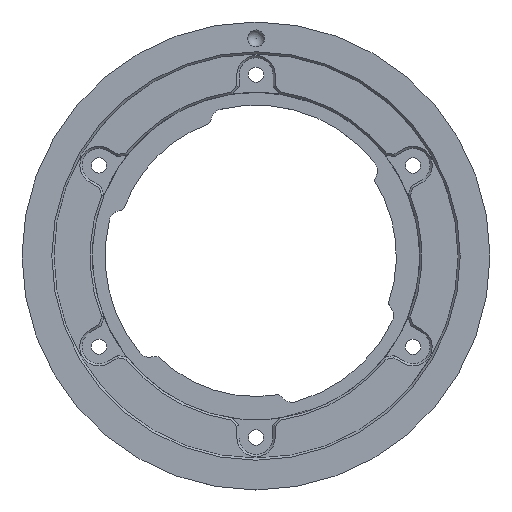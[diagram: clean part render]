
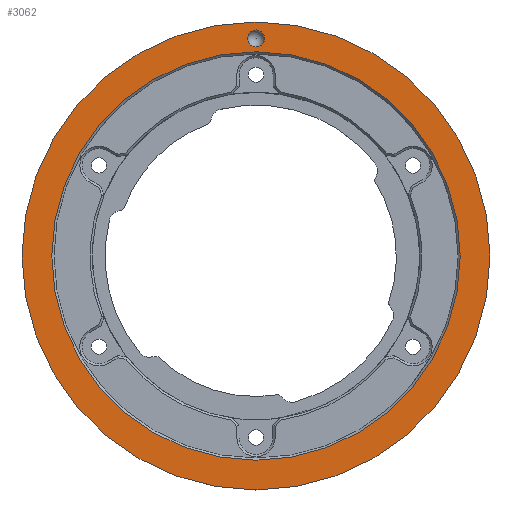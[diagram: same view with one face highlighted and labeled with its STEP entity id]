
A CAD part, top view. The second image highlights one B-rep face of the part: STEP entity #3062.
In plain terms, the highlighted planar face has unit normal (0, 0, 1).
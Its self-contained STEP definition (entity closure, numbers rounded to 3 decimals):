
#776=ORIENTED_EDGE('',*,*,#1255,.T.);
#777=ORIENTED_EDGE('',*,*,#1256,.T.);
#778=ORIENTED_EDGE('',*,*,#1250,.F.);
#1250=EDGE_CURVE('',#1496,#1496,#1624,.T.);
#1255=EDGE_CURVE('',#1501,#1501,#1627,.T.);
#1256=EDGE_CURVE('',#1502,#1502,#1628,.T.);
#1496=VERTEX_POINT('',#4407);
#1501=VERTEX_POINT('',#4427);
#1502=VERTEX_POINT('',#4429);
#1624=CIRCLE('',#3247,27.5);
#1627=CIRCLE('',#3252,1.);
#1628=CIRCLE('',#3253,24.);
#1764=EDGE_LOOP('',(#776));
#1765=EDGE_LOOP('',(#777));
#1766=EDGE_LOOP('',(#778));
#1931=FACE_BOUND('',#1764,.T.);
#1932=FACE_BOUND('',#1765,.T.);
#1933=FACE_BOUND('',#1766,.T.);
#2062=PLANE('',#3251);
#3062=ADVANCED_FACE('',(#1931,#1932,#1933),#2062,.F.);
#3247=AXIS2_PLACEMENT_3D('',#4406,#3720,#3721);
#3251=AXIS2_PLACEMENT_3D('',#4425,#3728,#3729);
#3252=AXIS2_PLACEMENT_3D('',#4426,#3730,#3731);
#3253=AXIS2_PLACEMENT_3D('',#4428,#3732,#3733);
#3720=DIRECTION('',(0.,0.,-1.));
#3721=DIRECTION('',(1.,0.,0.));
#3728=DIRECTION('',(0.,0.,-1.));
#3729=DIRECTION('',(-1.,0.,0.));
#3730=DIRECTION('',(0.,0.,-1.));
#3731=DIRECTION('',(1.,0.,0.));
#3732=DIRECTION('',(0.,0.,-1.));
#3733=DIRECTION('',(-1.,0.,0.));
#4406=CARTESIAN_POINT('',(0.,0.,24.05));
#4407=CARTESIAN_POINT('',(27.5,0.,24.05));
#4425=CARTESIAN_POINT('',(0.,0.,24.05));
#4426=CARTESIAN_POINT('',(0.,25.563,24.05));
#4427=CARTESIAN_POINT('',(1.,25.563,24.05));
#4428=CARTESIAN_POINT('',(0.,0.,24.05));
#4429=CARTESIAN_POINT('',(-24.,0.,24.05));
